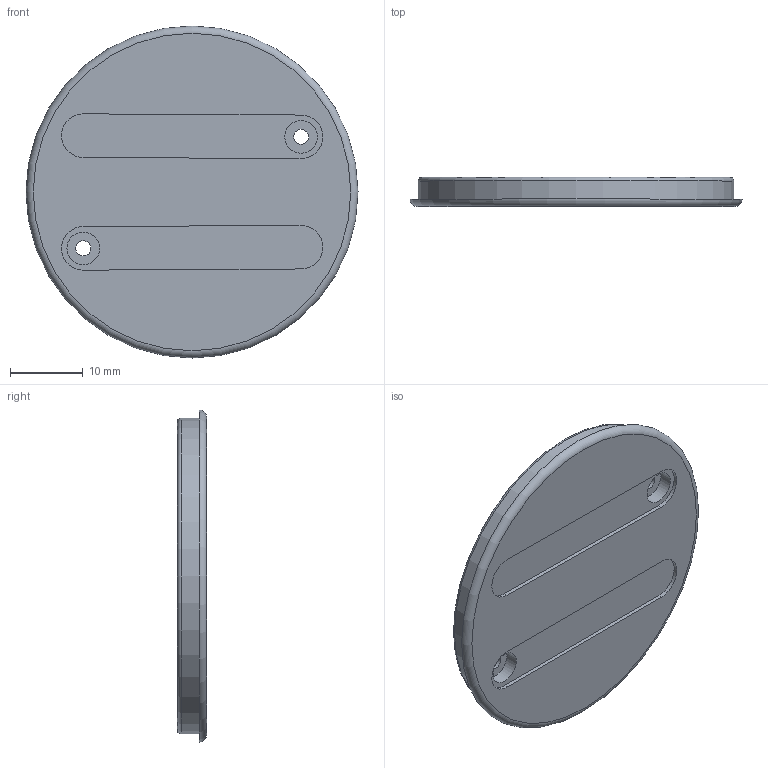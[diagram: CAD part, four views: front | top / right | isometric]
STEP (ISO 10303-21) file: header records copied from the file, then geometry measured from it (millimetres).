
FILE_DESCRIPTION(/* description */ (''),/* implementation_level */ '2;1');
FILE_NAME(/* name */ 'Bottom.step',/* time_stamp */ '2023-10-16T21:38:37-07:00',/* author */ (''),/* organization */ (''),/* preprocessor_version */ 'ST-DEVELOPER v20',/* originating_system */ 'Autodesk Translation Framework v12.14.0.127',/* authorisation */ '');
FILE_SCHEMA (('AUTOMOTIVE_DESIGN { 1 0 10303 214 3 1 1 }'));
Length unit declared in the file: millimetre
Products named in the file (1): ScrewTrayBottom
Bounding box: 45.72 x 4 x 45.72 mm (x, y, z)
Volume: 5213.8 mm3; surface area: 3996.8 mm2
Topology: 1 solids, 1 shells, 24 faces, 48 edges, 32 vertices
Faces by surface type: plane 12, cylinder 10, torus 2
Full cylindrical faces by diameter (mm): 2.075 x2, 4.5 x2, 20 x1, 43.47 x1
Entity records: 679 total; most frequent: DIRECTION 124, CARTESIAN_POINT 105, ORIENTED_EDGE 96, AXIS2_PLACEMENT_3D 51, EDGE_CURVE 48, EDGE_LOOP 34, VERTEX_POINT 32, CIRCLE 26
